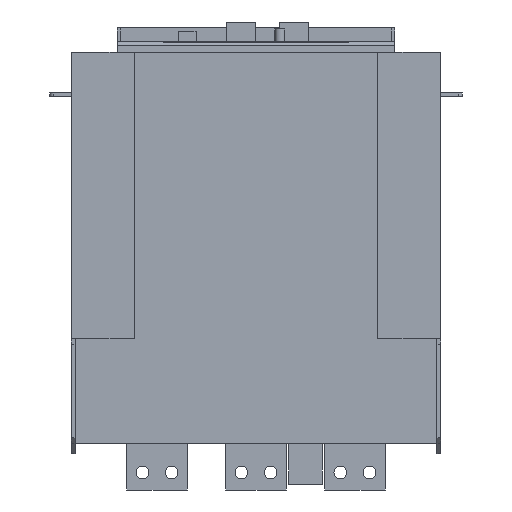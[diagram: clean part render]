
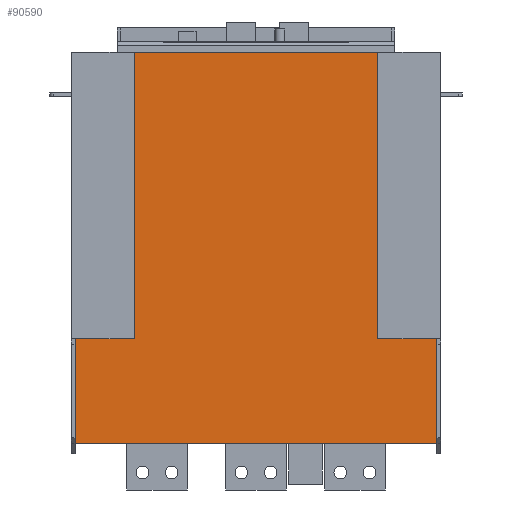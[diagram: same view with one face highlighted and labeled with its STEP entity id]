
A CAD part, front view. The second image highlights one B-rep face of the part: STEP entity #90590.
In plain terms, the highlighted planar face has unit normal (0, -1, 0).
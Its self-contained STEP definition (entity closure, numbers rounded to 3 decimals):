
#89040=CARTESIAN_POINT('',(1655.31,195.666,-345.));
#89050=VERTEX_POINT('',#89040);
#89080=CARTESIAN_POINT('',(1655.31,195.666,0.));
#89090=DIRECTION('',(0.,0.,1.));
#89100=VECTOR('',#89090,1.);
#89110=LINE('',#89080,#89100);
#89120=CARTESIAN_POINT('',(1655.31,195.666,-9.));
#89130=VERTEX_POINT('',#89120);
#89140=EDGE_CURVE('',#89050,#89130,#89110,.T.);
#89830=CARTESIAN_POINT('',(1344.7,195.666,-9.));
#89840=VERTEX_POINT('',#89830);
#89870=CARTESIAN_POINT('',(1344.7,195.666,0.));
#89880=DIRECTION('',(0.,0.,1.));
#89890=VECTOR('',#89880,1.);
#89900=LINE('',#89870,#89890);
#89910=CARTESIAN_POINT('',(1344.7,195.666,-345.));
#89920=VERTEX_POINT('',#89910);
#89930=EDGE_CURVE('',#89920,#89840,#89900,.T.);
#90320=CARTESIAN_POINT('',(0.,195.666,-9.));
#90330=DIRECTION('',(1.,0.,0.));
#90340=VECTOR('',#90330,1.);
#90350=LINE('',#90320,#90340);
#90360=EDGE_CURVE('',#89840,#89130,#90350,.T.);
#90430=CARTESIAN_POINT('',(1658.51,195.666,-345.));
#90440=DIRECTION('',(0.,1.,0.));
#90450=DIRECTION('',(0.,0.,-1.));
#90460=AXIS2_PLACEMENT_3D('',#90430,#90440,#90450);
#90470=PLANE('',#90460);
#90480=ORIENTED_EDGE('',*,*,#89140,.T.);
#90490=CARTESIAN_POINT('',(0.,195.666,-345.));
#90500=DIRECTION('',(-1.,0.,0.));
#90510=VECTOR('',#90500,1.);
#90520=LINE('',#90490,#90510);
#90530=EDGE_CURVE('',#89050,#89920,#90520,.T.);
#90540=ORIENTED_EDGE('',*,*,#90530,.F.);
#90550=ORIENTED_EDGE('',*,*,#89930,.F.);
#90560=ORIENTED_EDGE('',*,*,#90360,.F.);
#90570=EDGE_LOOP('',(#90560,#90550,#90540,#90480));
#90580=FACE_OUTER_BOUND('',#90570,.T.);
#90590=ADVANCED_FACE('',(#90580),#90470,.F.);
